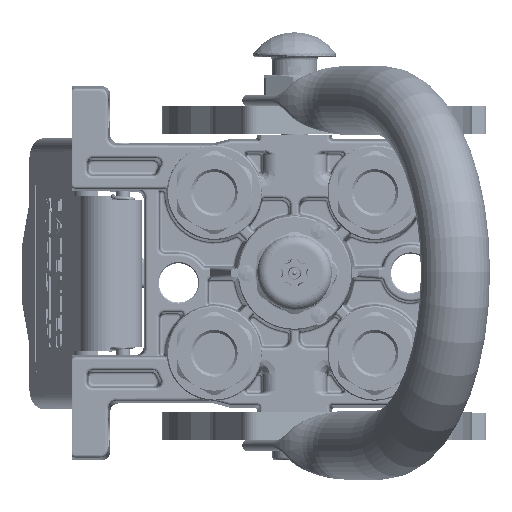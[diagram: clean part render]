
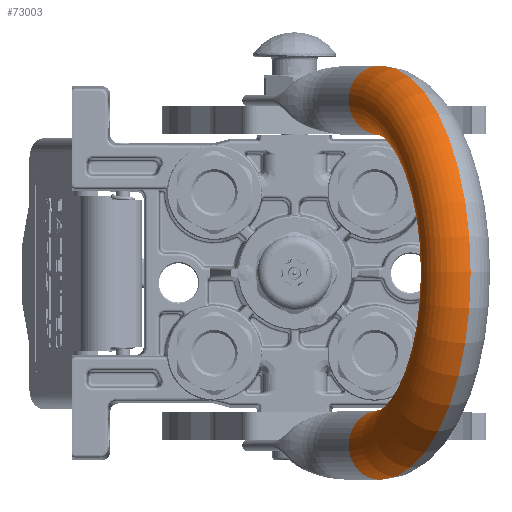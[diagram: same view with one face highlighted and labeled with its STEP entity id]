
A CAD part, top view. The second image highlights one B-rep face of the part: STEP entity #73003.
In plain terms, the highlighted toroidal (fillet/blend) face has major radius 62.25 mm and minor radius 12.5 mm.
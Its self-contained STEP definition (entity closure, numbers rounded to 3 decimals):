
#1051 = CARTESIAN_POINT ( 'NONE',  ( 0., 0., 25.25 ) ) ;
#1767 = DIRECTION ( 'NONE',  ( 1., 0., 0. ) ) ;
#7881 = CIRCLE ( 'NONE', #44128, 49.75 ) ;
#20146 = CARTESIAN_POINT ( 'NONE',  ( -62.25, 0., 25.25 ) ) ;
#28493 = VERTEX_POINT ( 'NONE', #186991 ) ;
#31006 = CARTESIAN_POINT ( 'NONE',  ( 49.75, 0., 25.25 ) ) ;
#34594 = ORIENTED_EDGE ( 'NONE', *, *, #141553, .F. ) ;
#35859 = DIRECTION ( 'NONE',  ( 0., 0., 1. ) ) ;
#39100 = DIRECTION ( 'NONE',  ( -1., 0., 0. ) ) ;
#44128 = AXIS2_PLACEMENT_3D ( 'NONE', #103937, #136042, #39100 ) ;
#58606 = CARTESIAN_POINT ( 'NONE',  ( -74.75, 0., 25.25 ) ) ;
#73003 = ADVANCED_FACE ( 'NONE', ( #183622 ), #150452, .T. ) ;
#77954 = DIRECTION ( 'NONE',  ( 0., 1., 0. ) ) ;
#92919 = DIRECTION ( 'NONE',  ( -1., 0., 0. ) ) ;
#96662 = VERTEX_POINT ( 'NONE', #31006 ) ;
#97937 = DIRECTION ( 'NONE',  ( 0., 1., 0. ) ) ;
#103937 = CARTESIAN_POINT ( 'NONE',  ( 0., 0., 25.25 ) ) ;
#117216 = VERTEX_POINT ( 'NONE', #172991 ) ;
#126756 = AXIS2_PLACEMENT_3D ( 'NONE', #184494, #166663, #152360 ) ;
#136042 = DIRECTION ( 'NONE',  ( 0., 1., 0. ) ) ;
#136519 = AXIS2_PLACEMENT_3D ( 'NONE', #189838, #77954, #92919 ) ;
#137277 = CIRCLE ( 'NONE', #206032, 12.5 ) ;
#141553 = EDGE_CURVE ( 'NONE', #28493, #96662, #180235, .T. ) ;
#150341 = VERTEX_POINT ( 'NONE', #58606 ) ;
#150452 = TOROIDAL_SURFACE ( 'NONE', #171759, 62.25, 12.5 ) ;
#150520 = DIRECTION ( 'NONE',  ( -1., 0., 0. ) ) ;
#151769 = EDGE_CURVE ( 'NONE', #150341, #117216, #137277, .T. ) ;
#152360 = DIRECTION ( 'NONE',  ( 1., 0., 0. ) ) ;
#166663 = DIRECTION ( 'NONE',  ( 0., 0., -1. ) ) ;
#169656 = CIRCLE ( 'NONE', #136519, 74.75 ) ;
#171759 = AXIS2_PLACEMENT_3D ( 'NONE', #1051, #97937, #1767 ) ;
#172991 = CARTESIAN_POINT ( 'NONE',  ( -49.75, 0., 25.25 ) ) ;
#176422 = EDGE_CURVE ( 'NONE', #117216, #96662, #7881, .T. ) ;
#180235 = CIRCLE ( 'NONE', #126756, 12.5 ) ;
#183622 = FACE_OUTER_BOUND ( 'NONE', #208473, .T. ) ;
#183655 = EDGE_CURVE ( 'NONE', #150341, #28493, #169656, .T. ) ;
#184494 = CARTESIAN_POINT ( 'NONE',  ( 62.25, 0., 25.25 ) ) ;
#186991 = CARTESIAN_POINT ( 'NONE',  ( 74.75, 0., 25.25 ) ) ;
#189838 = CARTESIAN_POINT ( 'NONE',  ( 0., 0., 25.25 ) ) ;
#193978 = ORIENTED_EDGE ( 'NONE', *, *, #151769, .T. ) ;
#197621 = ORIENTED_EDGE ( 'NONE', *, *, #176422, .T. ) ;
#202807 = ORIENTED_EDGE ( 'NONE', *, *, #183655, .F. ) ;
#206032 = AXIS2_PLACEMENT_3D ( 'NONE', #20146, #35859, #150520 ) ;
#208473 = EDGE_LOOP ( 'NONE', ( #197621, #34594, #202807, #193978 ) ) ;
